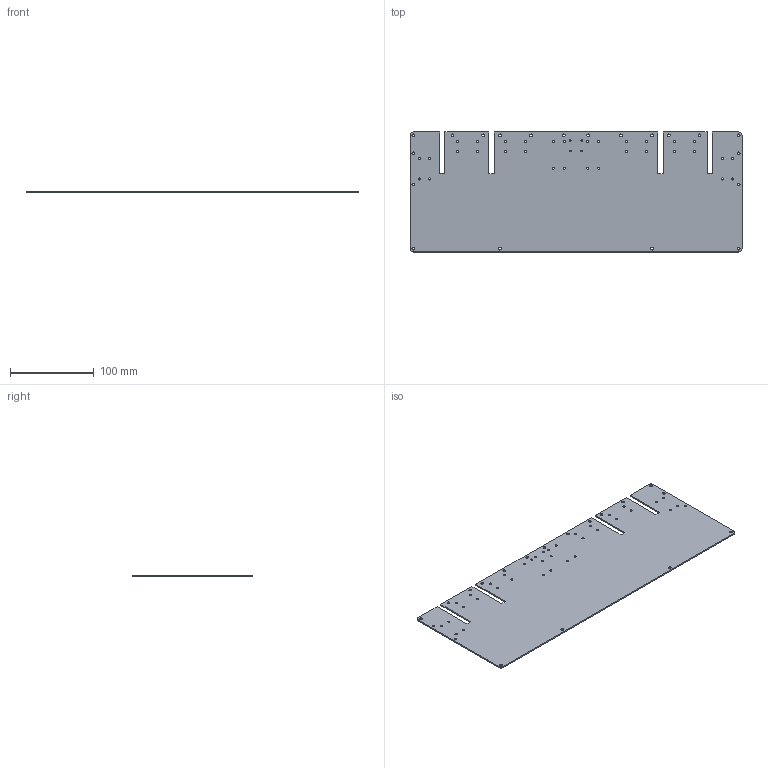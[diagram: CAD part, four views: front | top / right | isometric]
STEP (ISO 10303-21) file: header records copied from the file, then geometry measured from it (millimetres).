
FILE_DESCRIPTION(('KiCad electronic assembly'),'2;1');
FILE_NAME('custom_keyboard plate v3 bottom - map.step', '2022-03-06T23:20:16',('Pcbnew'),('Kicad'), 'Open CASCADE STEP processor 7.5','KiCad to STEP converter','Unknown' );
FILE_SCHEMA(('AUTOMOTIVE_DESIGN { 1 0 10303 214 1 1 1 1 }'));
Length unit declared in the file: millimetre
Products named in the file (2): custom_keyboard plate v3 bottom - map 1; custom_keyboard plate v3 bottom - map PCB
Assembly tree (1 placements, depth 2):
  custom_keyboard plate v3 bottom - map 1
    custom_keyboard plate v3 bottom - map PCB
Bounding box: 395.26 x 142.87 x 1.6 mm (x, y, z)
Volume: 87716.7 mm3; surface area: 112765 mm2
Topology: 1 solids, 1 shells, 82 faces, 240 edges, 160 vertices
Faces by surface type: cylinder 60, plane 22
Full cylindrical faces by diameter (mm): 2.2 x4, 2.5 x32, 3.2 x20
Entity records: 6175 total; most frequent: DIRECTION 1008, CARTESIAN_POINT 964, ORIENTED_EDGE 480, LINE 480, VECTOR 480, PCURVE 480, DEFINITIONAL_REPRESENTATION 480, EDGE_CURVE 240
